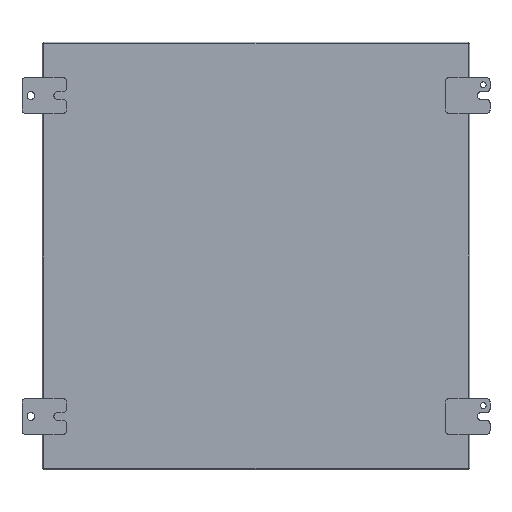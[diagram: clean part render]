
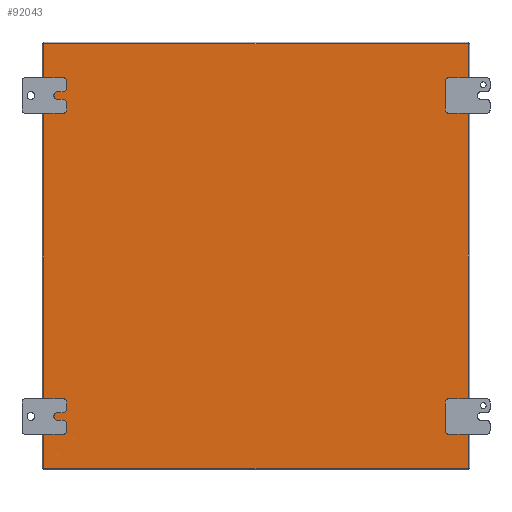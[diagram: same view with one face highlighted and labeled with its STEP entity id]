
A CAD part, left-side view. The second image highlights one B-rep face of the part: STEP entity #92043.
In plain terms, the highlighted face is planar.
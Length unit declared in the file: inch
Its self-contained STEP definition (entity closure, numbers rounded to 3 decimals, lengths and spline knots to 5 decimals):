
#557 = DIRECTION ( 'NONE',  ( 0., 0., 1. ) ) ;
#5495 = EDGE_CURVE ( 'NONE', #109402, #78423, #27936, .T. ) ;
#11723 = CARTESIAN_POINT ( 'NONE',  ( -11.892, 0., -11.892 ) ) ;
#13835 = CARTESIAN_POINT ( 'NONE',  ( -11.892, 0., -11.892 ) ) ;
#16528 = ORIENTED_EDGE ( 'NONE', *, *, #44102, .F. ) ;
#22743 = CARTESIAN_POINT ( 'NONE',  ( 11.892, 0., 11.892 ) ) ;
#27216 = CARTESIAN_POINT ( 'NONE',  ( 11.892, 0., 11.892 ) ) ;
#27936 = LINE ( 'NONE', #72438, #56446 ) ;
#30515 = LINE ( 'NONE', #31469, #45363 ) ;
#31469 = CARTESIAN_POINT ( 'NONE',  ( -11.892, 0., -11.892 ) ) ;
#33198 = EDGE_CURVE ( 'NONE', #45415, #109402, #30515, .T. ) ;
#38756 = VECTOR ( 'NONE', #557, 39.37008 ) ;
#41889 = LINE ( 'NONE', #92525, #55462 ) ;
#43360 = ORIENTED_EDGE ( 'NONE', *, *, #5495, .F. ) ;
#43448 = EDGE_LOOP ( 'NONE', ( #45743, #16528, #43360, #46877 ) ) ;
#44102 = EDGE_CURVE ( 'NONE', #78423, #72237, #65869, .T. ) ;
#44704 = CARTESIAN_POINT ( 'NONE',  ( 11.892, 0., -11.892 ) ) ;
#45363 = VECTOR ( 'NONE', #48855, 39.37008 ) ;
#45415 = VERTEX_POINT ( 'NONE', #56036 ) ;
#45743 = ORIENTED_EDGE ( 'NONE', *, *, #81045, .F. ) ;
#46877 = ORIENTED_EDGE ( 'NONE', *, *, #33198, .F. ) ;
#48855 = DIRECTION ( 'NONE',  ( 0., 0., -1. ) ) ;
#55462 = VECTOR ( 'NONE', #67607, 39.37008 ) ;
#56036 = CARTESIAN_POINT ( 'NONE',  ( -11.892, 0., 11.892 ) ) ;
#56446 = VECTOR ( 'NONE', #64126, 39.37008 ) ;
#61797 = AXIS2_PLACEMENT_3D ( 'NONE', #13835, #81454, #99564 ) ;
#64126 = DIRECTION ( 'NONE',  ( 1., 0., 0. ) ) ;
#65869 = LINE ( 'NONE', #27216, #38756 ) ;
#67607 = DIRECTION ( 'NONE',  ( -1., 0., 0. ) ) ;
#72237 = VERTEX_POINT ( 'NONE', #22743 ) ;
#72438 = CARTESIAN_POINT ( 'NONE',  ( 11.892, 0., -11.892 ) ) ;
#78423 = VERTEX_POINT ( 'NONE', #44704 ) ;
#81045 = EDGE_CURVE ( 'NONE', #72237, #45415, #41889, .T. ) ;
#81454 = DIRECTION ( 'NONE',  ( 0., -1., 0. ) ) ;
#81820 = PLANE ( 'NONE',  #61797 ) ;
#89703 = FACE_OUTER_BOUND ( 'NONE', #43448, .T. ) ;
#92043 = ADVANCED_FACE ( 'NONE', ( #89703 ), #81820, .F. ) ;
#92525 = CARTESIAN_POINT ( 'NONE',  ( -11.892, 0., 11.892 ) ) ;
#99564 = DIRECTION ( 'NONE',  ( 1., 0., 0. ) ) ;
#109402 = VERTEX_POINT ( 'NONE', #11723 ) ;
